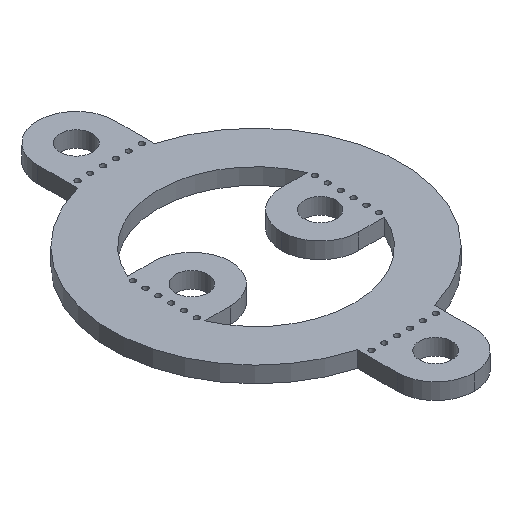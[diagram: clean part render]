
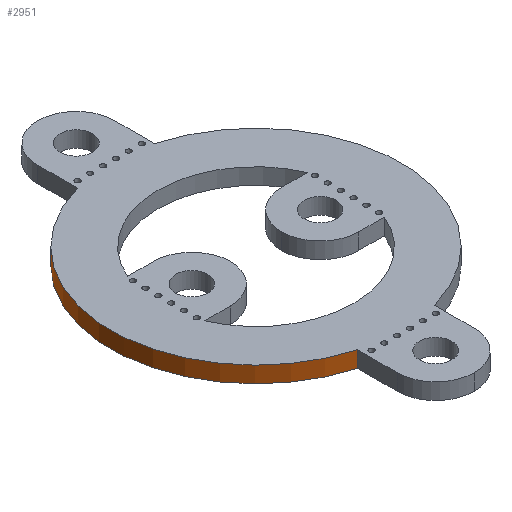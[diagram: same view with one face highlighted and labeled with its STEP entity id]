
A CAD part, isometric view. The second image highlights one B-rep face of the part: STEP entity #2951.
In plain terms, the highlighted cylindrical face has radius 14.358 mm (diameter 28.715 mm), a partial arc.
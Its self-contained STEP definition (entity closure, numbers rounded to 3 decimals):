
#84 = PLANE('',#85);
#85 = AXIS2_PLACEMENT_3D('',#86,#87,#88);
#86 = CARTESIAN_POINT('',(148.501,-105.004,1.6));
#87 = DIRECTION('',(0.,0.,1.));
#88 = DIRECTION('',(1.,0.,-0.));
#139 = PLANE('',#140);
#140 = AXIS2_PLACEMENT_3D('',#141,#142,#143);
#141 = CARTESIAN_POINT('',(148.501,-105.004,0.));
#142 = DIRECTION('',(0.,0.,1.));
#143 = DIRECTION('',(1.,0.,-0.));
#362 = VERTEX_POINT('',#363);
#363 = CARTESIAN_POINT('',(144.691,-91.161,0.));
#377 = PLANE('',#378);
#378 = AXIS2_PLACEMENT_3D('',#379,#380,#381);
#379 = CARTESIAN_POINT('',(144.691,-91.161,0.));
#380 = DIRECTION('',(-1.,0.,0.));
#381 = DIRECTION('',(0.,1.,0.));
#389 = EDGE_CURVE('',#362,#390,#392,.T.);
#390 = VERTEX_POINT('',#391);
#391 = CARTESIAN_POINT('',(144.691,-118.847,0.));
#392 = SURFACE_CURVE('',#393,(#398,#405),.PCURVE_S1.);
#393 = CIRCLE('',#394,14.358);
#394 = AXIS2_PLACEMENT_3D('',#395,#396,#397);
#395 = CARTESIAN_POINT('',(148.501,-105.004,0.));
#396 = DIRECTION('',(0.,0.,1.));
#397 = DIRECTION('',(1.,0.,-0.));
#398 = PCURVE('',#139,#399);
#399 = DEFINITIONAL_REPRESENTATION('',(#400),#404);
#400 = CIRCLE('',#401,14.358);
#401 = AXIS2_PLACEMENT_2D('',#402,#403);
#402 = CARTESIAN_POINT('',(0.,0.));
#403 = DIRECTION('',(1.,0.));
#404 = ( GEOMETRIC_REPRESENTATION_CONTEXT(2) 
PARAMETRIC_REPRESENTATION_CONTEXT() REPRESENTATION_CONTEXT('2D SPACE',''
  ) );
#405 = PCURVE('',#406,#411);
#406 = CYLINDRICAL_SURFACE('',#407,14.358);
#407 = AXIS2_PLACEMENT_3D('',#408,#409,#410);
#408 = CARTESIAN_POINT('',(148.501,-105.004,0.));
#409 = DIRECTION('',(-0.,-0.,-1.));
#410 = DIRECTION('',(1.,0.,-0.));
#411 = DEFINITIONAL_REPRESENTATION('',(#412),#416);
#412 = LINE('',#413,#414);
#413 = CARTESIAN_POINT('',(-0.,0.));
#414 = VECTOR('',#415,1.);
#415 = DIRECTION('',(-1.,0.));
#416 = ( GEOMETRIC_REPRESENTATION_CONTEXT(2) 
PARAMETRIC_REPRESENTATION_CONTEXT() REPRESENTATION_CONTEXT('2D SPACE',''
  ) );
#434 = PLANE('',#435);
#435 = AXIS2_PLACEMENT_3D('',#436,#437,#438);
#436 = CARTESIAN_POINT('',(144.691,-122.784,0.));
#437 = DIRECTION('',(-1.,0.,0.));
#438 = DIRECTION('',(0.,1.,0.));
#1708 = VERTEX_POINT('',#1709);
#1709 = CARTESIAN_POINT('',(144.691,-91.161,1.6));
#1730 = EDGE_CURVE('',#1708,#1731,#1733,.T.);
#1731 = VERTEX_POINT('',#1732);
#1732 = CARTESIAN_POINT('',(144.691,-118.847,1.6));
#1733 = SURFACE_CURVE('',#1734,(#1739,#1746),.PCURVE_S1.);
#1734 = CIRCLE('',#1735,14.358);
#1735 = AXIS2_PLACEMENT_3D('',#1736,#1737,#1738);
#1736 = CARTESIAN_POINT('',(148.501,-105.004,1.6));
#1737 = DIRECTION('',(0.,0.,1.));
#1738 = DIRECTION('',(1.,0.,-0.));
#1739 = PCURVE('',#84,#1740);
#1740 = DEFINITIONAL_REPRESENTATION('',(#1741),#1745);
#1741 = CIRCLE('',#1742,14.358);
#1742 = AXIS2_PLACEMENT_2D('',#1743,#1744);
#1743 = CARTESIAN_POINT('',(0.,0.));
#1744 = DIRECTION('',(1.,0.));
#1745 = ( GEOMETRIC_REPRESENTATION_CONTEXT(2) 
PARAMETRIC_REPRESENTATION_CONTEXT() REPRESENTATION_CONTEXT('2D SPACE',''
  ) );
#1746 = PCURVE('',#406,#1747);
#1747 = DEFINITIONAL_REPRESENTATION('',(#1748),#1752);
#1748 = LINE('',#1749,#1750);
#1749 = CARTESIAN_POINT('',(-0.,-1.6));
#1750 = VECTOR('',#1751,1.);
#1751 = DIRECTION('',(-1.,0.));
#1752 = ( GEOMETRIC_REPRESENTATION_CONTEXT(2) 
PARAMETRIC_REPRESENTATION_CONTEXT() REPRESENTATION_CONTEXT('2D SPACE',''
  ) );
#2903 = EDGE_CURVE('',#390,#1731,#2904,.T.);
#2904 = SURFACE_CURVE('',#2905,(#2909,#2916),.PCURVE_S1.);
#2905 = LINE('',#2906,#2907);
#2906 = CARTESIAN_POINT('',(144.691,-118.847,0.));
#2907 = VECTOR('',#2908,1.);
#2908 = DIRECTION('',(0.,0.,1.));
#2909 = PCURVE('',#434,#2910);
#2910 = DEFINITIONAL_REPRESENTATION('',(#2911),#2915);
#2911 = LINE('',#2912,#2913);
#2912 = CARTESIAN_POINT('',(3.937,0.));
#2913 = VECTOR('',#2914,1.);
#2914 = DIRECTION('',(0.,-1.));
#2915 = ( GEOMETRIC_REPRESENTATION_CONTEXT(2) 
PARAMETRIC_REPRESENTATION_CONTEXT() REPRESENTATION_CONTEXT('2D SPACE',''
  ) );
#2916 = PCURVE('',#406,#2917);
#2917 = DEFINITIONAL_REPRESENTATION('',(#2918),#2922);
#2918 = LINE('',#2919,#2920);
#2919 = CARTESIAN_POINT('',(-4.444,0.));
#2920 = VECTOR('',#2921,1.);
#2921 = DIRECTION('',(-0.,-1.));
#2922 = ( GEOMETRIC_REPRESENTATION_CONTEXT(2) 
PARAMETRIC_REPRESENTATION_CONTEXT() REPRESENTATION_CONTEXT('2D SPACE',''
  ) );
#2928 = EDGE_CURVE('',#362,#1708,#2929,.T.);
#2929 = SURFACE_CURVE('',#2930,(#2934,#2941),.PCURVE_S1.);
#2930 = LINE('',#2931,#2932);
#2931 = CARTESIAN_POINT('',(144.691,-91.161,0.));
#2932 = VECTOR('',#2933,1.);
#2933 = DIRECTION('',(0.,0.,1.));
#2934 = PCURVE('',#377,#2935);
#2935 = DEFINITIONAL_REPRESENTATION('',(#2936),#2940);
#2936 = LINE('',#2937,#2938);
#2937 = CARTESIAN_POINT('',(0.,0.));
#2938 = VECTOR('',#2939,1.);
#2939 = DIRECTION('',(0.,-1.));
#2940 = ( GEOMETRIC_REPRESENTATION_CONTEXT(2) 
PARAMETRIC_REPRESENTATION_CONTEXT() REPRESENTATION_CONTEXT('2D SPACE',''
  ) );
#2941 = PCURVE('',#406,#2942);
#2942 = DEFINITIONAL_REPRESENTATION('',(#2943),#2947);
#2943 = LINE('',#2944,#2945);
#2944 = CARTESIAN_POINT('',(-1.839,0.));
#2945 = VECTOR('',#2946,1.);
#2946 = DIRECTION('',(-0.,-1.));
#2947 = ( GEOMETRIC_REPRESENTATION_CONTEXT(2) 
PARAMETRIC_REPRESENTATION_CONTEXT() REPRESENTATION_CONTEXT('2D SPACE',''
  ) );
#2951 = ADVANCED_FACE('',(#2952),#406,.T.);
#2952 = FACE_BOUND('',#2953,.F.);
#2953 = EDGE_LOOP('',(#2954,#2955,#2956,#2957));
#2954 = ORIENTED_EDGE('',*,*,#2928,.T.);
#2955 = ORIENTED_EDGE('',*,*,#1730,.T.);
#2956 = ORIENTED_EDGE('',*,*,#2903,.F.);
#2957 = ORIENTED_EDGE('',*,*,#389,.F.);
